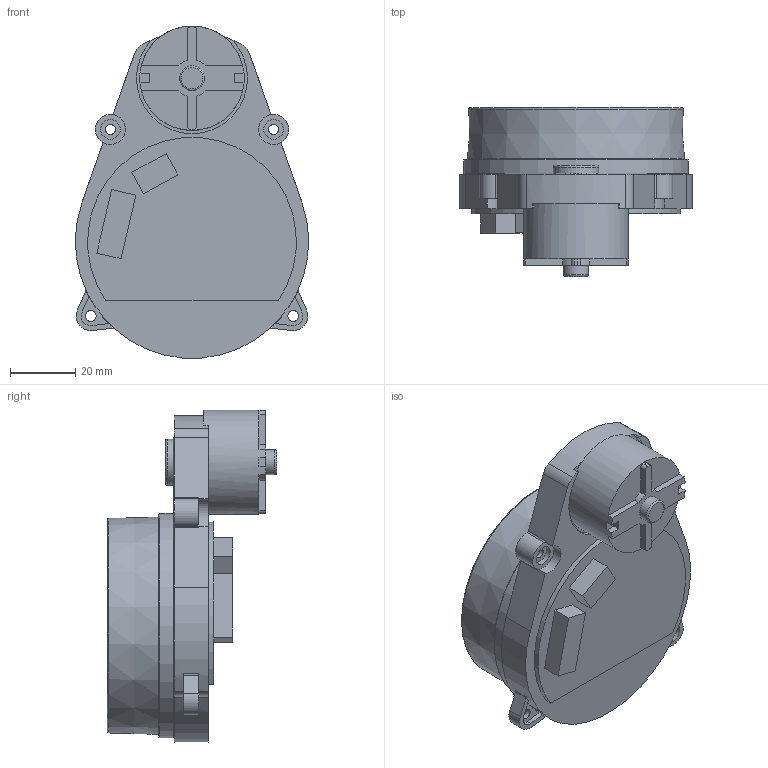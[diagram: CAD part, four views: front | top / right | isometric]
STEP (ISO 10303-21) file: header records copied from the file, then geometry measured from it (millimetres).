
FILE_DESCRIPTION(/* description */ (''),/* implementation_level */ '2;1');
FILE_NAME(/* name */ 'Radar_mb_1r2t v1.step',/* time_stamp */ '2021-09-06T19:48:17+03:00',/* author */ (''),/* organization */ (''),/* preprocessor_version */ 'ST-DEVELOPER v18.1',/* originating_system */ 'Autodesk Translation Framework v10.10.0.1391',/* authorisation */ '');
FILE_SCHEMA (('AUTOMOTIVE_DESIGN { 1 0 10303 214 3 1 1 }'));
Length unit declared in the file: millimetre
Products named in the file (1): Radar_mb_1r2t
Bounding box: 71.48 x 51.85 x 101.73 mm (x, y, z)
Volume: 141504.9 mm3; surface area: 29464.4 mm2
Topology: 1 solids, 1 shells, 158 faces, 429 edges, 281 vertices
Faces by surface type: plane 80, cylinder 66, torus 11, cone 1
Full cylindrical faces by diameter (mm): 2 x2, 3.1 x2, 3.196 x1, 3.3 x2, 5.85 x2, 6 x2, 7.6 x1, 14 x2, 32 x1, 40 x1, 66.8 x1, 68.8 x1
Entity records: 5198 total; most frequent: DIRECTION 941, CARTESIAN_POINT 941, ORIENTED_EDGE 862, EDGE_CURVE 431, AXIS2_PLACEMENT_3D 357, VERTEX_POINT 281, LINE 227, VECTOR 227
